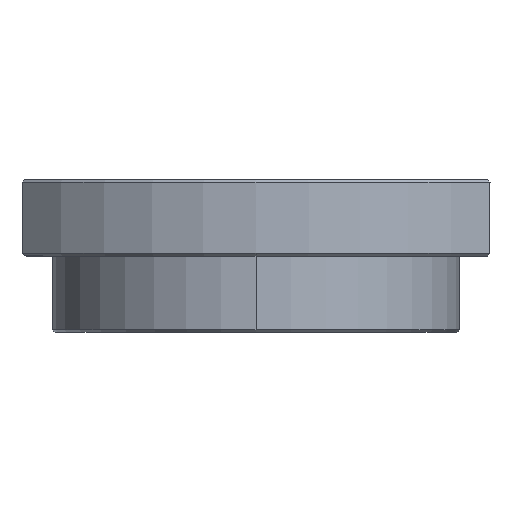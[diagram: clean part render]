
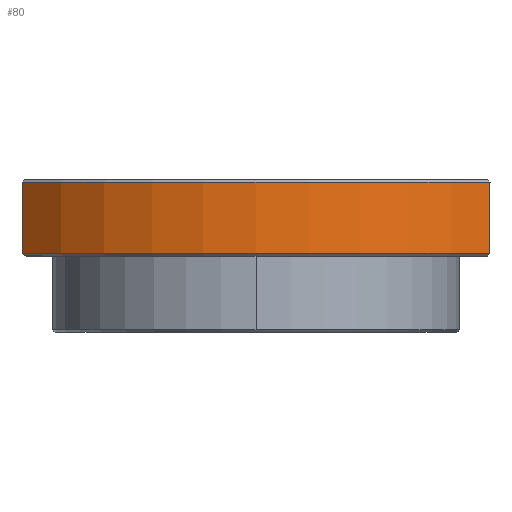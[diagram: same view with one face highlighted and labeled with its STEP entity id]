
A CAD part, front view. The second image highlights one B-rep face of the part: STEP entity #80.
In plain terms, the highlighted cylindrical face has radius 61 mm (diameter 122 mm), a partial arc.
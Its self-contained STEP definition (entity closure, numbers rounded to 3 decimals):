
#80 = ADVANCED_FACE ( 'NONE', ( #13429 ), #7103, .T. ) ;
#706 = CARTESIAN_POINT ( 'NONE',  ( 0., 0., 29.5 ) ) ;
#749 = VERTEX_POINT ( 'NONE', #5841 ) ;
#1079 = CIRCLE ( 'NONE', #9827, 61. ) ;
#1425 = EDGE_CURVE ( 'NONE', #1576, #6697, #9975, .T. ) ;
#1576 = VERTEX_POINT ( 'NONE', #9434 ) ;
#2403 = ORIENTED_EDGE ( 'NONE', *, *, #2753, .F. ) ;
#2753 = EDGE_CURVE ( 'NONE', #749, #1576, #7949, .T. ) ;
#3028 = CARTESIAN_POINT ( 'NONE',  ( 0., 0., 15.5 ) ) ;
#3722 = DIRECTION ( 'NONE',  ( 1., 0., 0. ) ) ;
#3740 = VECTOR ( 'NONE', #6879, 1000. ) ;
#4471 = VERTEX_POINT ( 'NONE', #4518 ) ;
#4518 = CARTESIAN_POINT ( 'NONE',  ( 0., -61., 15.5 ) ) ;
#4827 = CARTESIAN_POINT ( 'NONE',  ( -45.876, -40.204, 15.5 ) ) ;
#5269 = DIRECTION ( 'NONE',  ( 0., 0., 1. ) ) ;
#5391 = EDGE_CURVE ( 'NONE', #4471, #6697, #1079, .T. ) ;
#5772 = CIRCLE ( 'NONE', #10016, 61. ) ;
#5841 = CARTESIAN_POINT ( 'NONE',  ( -45.876, -40.204, 29.5 ) ) ;
#6477 = VECTOR ( 'NONE', #7249, 1000. ) ;
#6588 = CARTESIAN_POINT ( 'NONE',  ( 0., 0., 29.5 ) ) ;
#6697 = VERTEX_POINT ( 'NONE', #11613 ) ;
#6879 = DIRECTION ( 'NONE',  ( 0., 0., -1. ) ) ;
#7103 = CYLINDRICAL_SURFACE ( 'NONE', #12363, 61. ) ;
#7249 = DIRECTION ( 'NONE',  ( 0., 0., 1. ) ) ;
#7949 = CIRCLE ( 'NONE', #12122, 61. ) ;
#8439 = CARTESIAN_POINT ( 'NONE',  ( 45.876, -40.204, 22.5 ) ) ;
#8780 = CARTESIAN_POINT ( 'NONE',  ( -45.876, -40.204, 22.5 ) ) ;
#8960 = ORIENTED_EDGE ( 'NONE', *, *, #5391, .T. ) ;
#9234 = ORIENTED_EDGE ( 'NONE', *, *, #10193, .F. ) ;
#9434 = CARTESIAN_POINT ( 'NONE',  ( 45.876, -40.204, 29.5 ) ) ;
#9827 = AXIS2_PLACEMENT_3D ( 'NONE', #3028, #15063, #13528 ) ;
#9975 = LINE ( 'NONE', #8439, #3740 ) ;
#10016 = AXIS2_PLACEMENT_3D ( 'NONE', #11477, #5269, #3722 ) ;
#10193 = EDGE_CURVE ( 'NONE', #12215, #749, #10336, .T. ) ;
#10336 = LINE ( 'NONE', #8780, #6477 ) ;
#10877 = DIRECTION ( 'NONE',  ( -1., 0., 0. ) ) ;
#11477 = CARTESIAN_POINT ( 'NONE',  ( 0., 0., 15.5 ) ) ;
#11599 = ORIENTED_EDGE ( 'NONE', *, *, #1425, .F. ) ;
#11613 = CARTESIAN_POINT ( 'NONE',  ( 45.876, -40.204, 15.5 ) ) ;
#12122 = AXIS2_PLACEMENT_3D ( 'NONE', #6588, #12423, #10877 ) ;
#12215 = VERTEX_POINT ( 'NONE', #4827 ) ;
#12363 = AXIS2_PLACEMENT_3D ( 'NONE', #706, #14319, #12795 ) ;
#12423 = DIRECTION ( 'NONE',  ( 0., 0., 1. ) ) ;
#12795 = DIRECTION ( 'NONE',  ( 0., 1., 0. ) ) ;
#13429 = FACE_OUTER_BOUND ( 'NONE', #14150, .T. ) ;
#13528 = DIRECTION ( 'NONE',  ( 1., 0., 0. ) ) ;
#14150 = EDGE_LOOP ( 'NONE', ( #11599, #2403, #9234, #14569, #8960 ) ) ;
#14319 = DIRECTION ( 'NONE',  ( 0., 0., -1. ) ) ;
#14569 = ORIENTED_EDGE ( 'NONE', *, *, #15073, .T. ) ;
#15063 = DIRECTION ( 'NONE',  ( 0., 0., 1. ) ) ;
#15073 = EDGE_CURVE ( 'NONE', #12215, #4471, #5772, .T. ) ;
